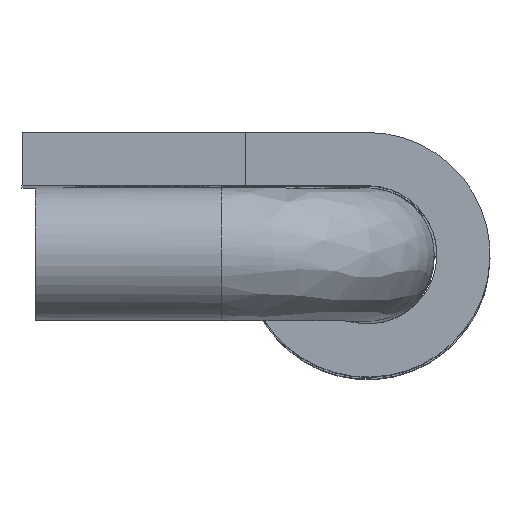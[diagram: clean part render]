
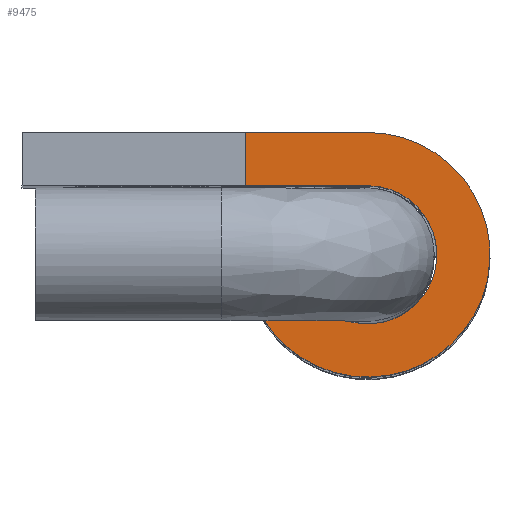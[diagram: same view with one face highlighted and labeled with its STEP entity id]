
A CAD part, top view. The second image highlights one B-rep face of the part: STEP entity #9475.
In plain terms, the highlighted free-form (B-spline) face has degree [1, 1] with [2, 2] control points.
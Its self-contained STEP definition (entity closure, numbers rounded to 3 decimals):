
#9375=CARTESIAN_POINT('',(-4.6,4.6,73.5));
#9376=VERTEX_POINT('',#9375);
#9377=CARTESIAN_POINT('',(-4.6,2.6,73.5));
#9378=VERTEX_POINT('',#9377);
#9379=CARTESIAN_POINT('',(-4.6,4.6,73.5));
#9380=CARTESIAN_POINT('',(-4.6,2.6,73.5));
#9381=QUASI_UNIFORM_CURVE('',1,(#9379,#9380),.UNSPECIFIED.,.F.,.U.);
#9382=EDGE_CURVE('',#9376,#9378,#9381,.T.);
#9406=CARTESIAN_POINT('',(-5.059,-5.055,73.5));
#9407=CARTESIAN_POINT('',(5.058,-5.055,73.5));
#9408=CARTESIAN_POINT('',(-5.059,5.059,73.5));
#9409=CARTESIAN_POINT('',(5.058,5.059,73.5));
#9410=B_SPLINE_SURFACE_WITH_KNOTS('',1,1,((#9406,#9408),(#9407,#9409)),.UNSPECIFIED.,.F.,.F.,.U.,(2,2),(2,2),(0.0,10.118),(0.0,10.114),.UNSPECIFIED.);
#9411=CARTESIAN_POINT('',(0.0,2.6,73.5));
#9412=VERTEX_POINT('',#9411);
#9413=CARTESIAN_POINT('',(-2.15,1.461,73.5));
#9414=VERTEX_POINT('',#9413);
#9415=CARTESIAN_POINT('',(0.0,2.6,73.5));
#9416=CARTESIAN_POINT('',(2.033,2.6,73.5));
#9417=CARTESIAN_POINT('',(2.523,0.627,73.5));
#9418=CARTESIAN_POINT('',(3.013,-1.346,73.5));
#9419=CARTESIAN_POINT('',(1.217,-2.298,73.5));
#9420=CARTESIAN_POINT('',(-0.58,-3.249,73.5));
#9421=CARTESIAN_POINT('',(-1.937,-1.735,73.5));
#9422=CARTESIAN_POINT('',(-3.293,-0.22,73.5));
#9423=CARTESIAN_POINT('',(-2.15,1.461,73.5));
#9431=(BOUNDED_CURVE()B_SPLINE_CURVE(2,(#9415,#9416,#9417,#9418,#9419,#9420,#9421,#9422,#9423),.UNSPECIFIED.,.F.,.U.)B_SPLINE_CURVE_WITH_KNOTS((3,2,2,2,3),(0.0,0.25,0.5,0.75,1.0),.UNSPECIFIED.)CURVE()GEOMETRIC_REPRESENTATION_ITEM()RATIONAL_B_SPLINE_CURVE((1.0,0.788,1.0,0.788,1.0,0.788,1.0,0.788,1.0))REPRESENTATION_ITEM(''));
#9432=EDGE_CURVE('',#9412,#9414,#9431,.T.);
#9433=ORIENTED_EDGE('',*,*,#9432,.T.);
#9434=CARTESIAN_POINT('',(-3.8,2.592,73.5));
#9435=VERTEX_POINT('',#9434);
#9436=CARTESIAN_POINT('',(-3.8,2.592,73.5));
#9437=CARTESIAN_POINT('',(-2.15,1.461,73.5));
#9438=QUASI_UNIFORM_CURVE('',1,(#9436,#9437),.UNSPECIFIED.,.F.,.U.);
#9439=EDGE_CURVE('',#9435,#9414,#9438,.T.);
#9440=ORIENTED_EDGE('',*,*,#9439,.F.);
#9441=CARTESIAN_POINT('',(0.0,4.6,73.5));
#9442=VERTEX_POINT('',#9441);
#9443=CARTESIAN_POINT('',(0.0,4.6,73.5));
#9444=CARTESIAN_POINT('',(3.599,4.6,73.5));
#9445=CARTESIAN_POINT('',(4.465,1.107,73.5));
#9446=CARTESIAN_POINT('',(5.331,-2.386,73.5));
#9447=CARTESIAN_POINT('',(2.149,-4.067,73.5));
#9448=CARTESIAN_POINT('',(-1.033,-5.748,73.5));
#9449=CARTESIAN_POINT('',(-3.43,-3.065,73.5));
#9450=CARTESIAN_POINT('',(-5.828,-0.381,73.5));
#9451=CARTESIAN_POINT('',(-3.8,2.592,73.5));
#9459=(BOUNDED_CURVE()B_SPLINE_CURVE(2,(#9443,#9444,#9445,#9446,#9447,#9448,#9449,#9450,#9451),.UNSPECIFIED.,.F.,.U.)B_SPLINE_CURVE_WITH_KNOTS((3,2,2,2,3),(0.0,0.25,0.5,0.75,1.0),.UNSPECIFIED.)CURVE()GEOMETRIC_REPRESENTATION_ITEM()RATIONAL_B_SPLINE_CURVE((1.0,0.788,1.0,0.788,1.0,0.788,1.0,0.788,1.0))REPRESENTATION_ITEM(''));
#9460=EDGE_CURVE('',#9442,#9435,#9459,.T.);
#9461=ORIENTED_EDGE('',*,*,#9460,.F.);
#9462=CARTESIAN_POINT('',(0.0,4.6,73.5));
#9463=CARTESIAN_POINT('',(-4.6,4.6,73.5));
#9464=QUASI_UNIFORM_CURVE('',1,(#9462,#9463),.UNSPECIFIED.,.F.,.U.);
#9465=EDGE_CURVE('',#9442,#9376,#9464,.T.);
#9466=ORIENTED_EDGE('',*,*,#9465,.T.);
#9467=ORIENTED_EDGE('',*,*,#9382,.T.);
#9468=CARTESIAN_POINT('',(0.0,2.6,73.5));
#9469=CARTESIAN_POINT('',(-4.6,2.6,73.5));
#9470=QUASI_UNIFORM_CURVE('',1,(#9468,#9469),.UNSPECIFIED.,.F.,.U.);
#9471=EDGE_CURVE('',#9412,#9378,#9470,.T.);
#9472=ORIENTED_EDGE('',*,*,#9471,.F.);
#9473=EDGE_LOOP('',(#9433,#9440,#9461,#9466,#9467,#9472));
#9474=FACE_OUTER_BOUND('',#9473,.T.);
#9475=ADVANCED_FACE('',(#9474),#9410,.T.);
